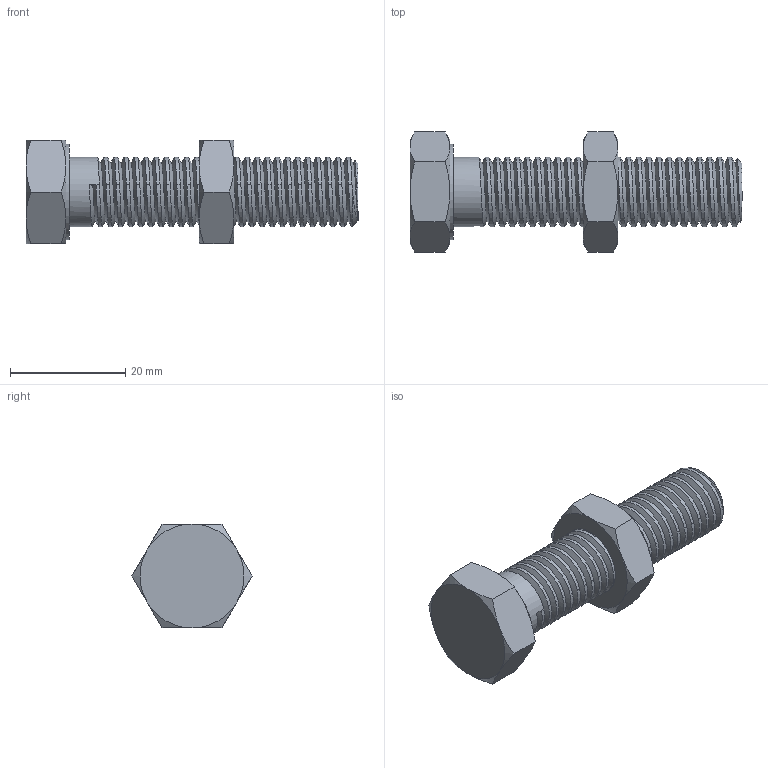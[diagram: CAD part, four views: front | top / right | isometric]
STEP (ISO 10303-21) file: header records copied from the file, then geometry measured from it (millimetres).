
FILE_DESCRIPTION (( 'STEP AP214' ), '1' );
FILE_NAME ('nut_and_bolt.STEP', '2015-11-06T21:25:55', ( '' ), ( '' ), 'SwSTEP 2.0', 'SolidWorks 2015', '' );
FILE_SCHEMA (( 'AUTOMOTIVE_DESIGN' ));
Length unit declared in the file: millimetre
Products named in the file (3): nut_and_bolt; Bolt and nut Interference; Bolt and nut Interference1
Assembly tree (2 placements, depth 2):
  nut_and_bolt
    Bolt and nut Interference1
    Bolt and nut Interference
Bounding box: 57.5 x 20.78 x 18 mm (x, y, z)
Volume: 8211.8 mm3; surface area: 4819.3 mm2
Topology: 2 solids, 2 shells, 79 faces, 194 edges, 121 vertices
Faces by surface type: cylinder 29, cone 27, plane 19, bspline 4
Full cylindrical faces by diameter (mm): 12 x26, 16.6 x1
Entity records: 7829 total; most frequent: CARTESIAN_POINT 6711, ORIENTED_EDGE 220, DIRECTION 189, EDGE_CURVE 110, AXIS2_PLACEMENT_3D 87, VERTEX_POINT 67, EDGE_LOOP 61, B_SPLINE_CURVE_WITH_KNOTS 56
